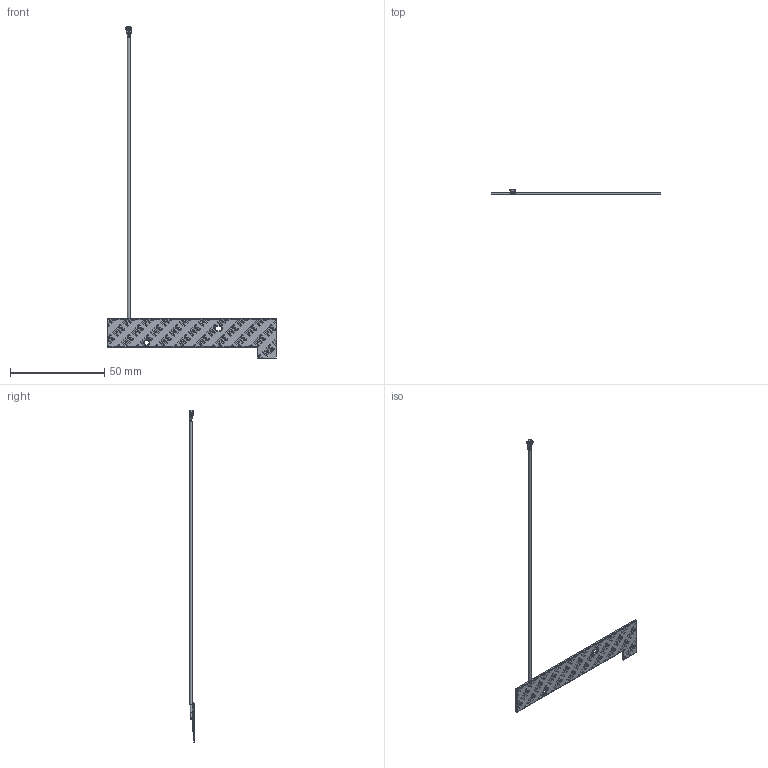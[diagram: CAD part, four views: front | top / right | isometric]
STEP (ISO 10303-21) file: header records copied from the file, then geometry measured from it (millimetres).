
FILE_DESCRIPTION (( 'STEP AP214' ), '1' );
FILE_NAME ('EDW.004361-PC66.07.0150AQ-Wideband_Cellular_90x15mm_PCB_Antenna-(D02).STEP', '2024-12-17T20:15:39', ( '' ), ( '' ), 'SwSTEP 2.0', 'SolidWorks 2022', '' );
FILE_SCHEMA (( 'AUTOMOTIVE_DESIGN' ));
Length unit declared in the file: millimetre
Products named in the file (1): EDW.004361-PC66.07.0150AQ-Wideband_Cellular_90x15mm_PCB_Antenna-(D02)
Bounding box: 90 x 2.65 x 175.91 mm (x, y, z)
Volume: 1662.7 mm3; surface area: 8992.3 mm2
Topology: 6 solids, 6 shells, 1783 faces, 5039 edges, 3335 vertices
Faces by surface type: plane 1050, bspline 607, cylinder 91, cone 22, torus 11, sphere 2
Full cylindrical faces by diameter (mm): 0.31 x1, 0.88 x1, 1.15 x1, 1.37 x1, 2.5 x1, 3.1 x2
Entity records: 97596 total; most frequent: CARTESIAN_POINT 35925, ORIENTED_EDGE 10054, DIRECTION 6298, EDGE_CURVE 5027, VECTOR 3538, LINE 3538, VERTEX_POINT 3334, EDGE_LOOP 1873
